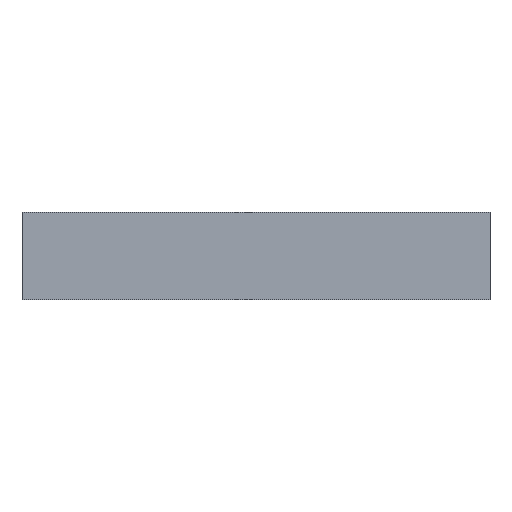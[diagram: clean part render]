
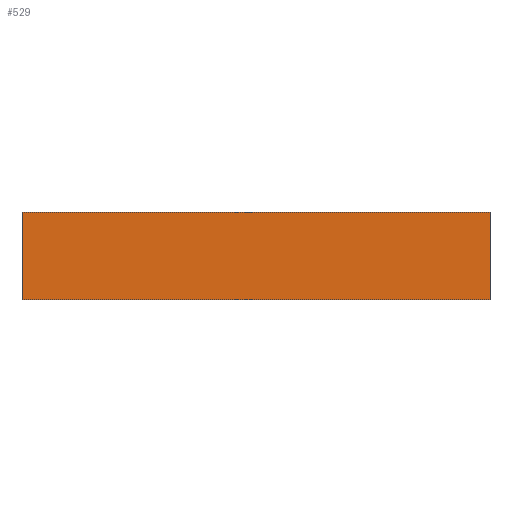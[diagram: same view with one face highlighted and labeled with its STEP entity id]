
A CAD part, front view. The second image highlights one B-rep face of the part: STEP entity #529.
In plain terms, the highlighted planar face has unit normal (0, -1, 0).
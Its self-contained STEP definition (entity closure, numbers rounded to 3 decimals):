
#62 = CARTESIAN_POINT ( 'NONE',  ( 80., 0., 15. ) ) ;
#65 = DIRECTION ( 'NONE',  ( 0., 0., -1. ) ) ;
#70 = DIRECTION ( 'NONE',  ( 1., 0., 0. ) ) ;
#71 = CARTESIAN_POINT ( 'NONE',  ( 0., 0., 0. ) ) ;
#209 = CARTESIAN_POINT ( 'NONE',  ( 0., 0., 15. ) ) ;
#220 = CARTESIAN_POINT ( 'NONE',  ( 80., 0., 0. ) ) ;
#233 = DIRECTION ( 'NONE',  ( 0., 0., -1. ) ) ;
#239 = DIRECTION ( 'NONE',  ( 0., 1., 0. ) ) ;
#253 = CARTESIAN_POINT ( 'NONE',  ( 0., 0., 15. ) ) ;
#282 = VERTEX_POINT ( 'NONE', #374 ) ;
#317 = DIRECTION ( 'NONE',  ( 0., 0., 1. ) ) ;
#321 = DIRECTION ( 'NONE',  ( 1., 0., 0. ) ) ;
#348 = PLANE ( 'NONE',  #1019 ) ;
#357 = CARTESIAN_POINT ( 'NONE',  ( 0., 0., 15. ) ) ;
#358 = CARTESIAN_POINT ( 'NONE',  ( 0., 0., 15. ) ) ;
#374 = CARTESIAN_POINT ( 'NONE',  ( 80., 0., 15. ) ) ;
#419 = CARTESIAN_POINT ( 'NONE',  ( 0., 0., 0. ) ) ;
#455 = VERTEX_POINT ( 'NONE', #220 ) ;
#458 = VERTEX_POINT ( 'NONE', #209 ) ;
#495 = VERTEX_POINT ( 'NONE', #419 ) ;
#529 = ADVANCED_FACE ( 'NONE', ( #824 ), #348, .F. ) ;
#568 = LINE ( 'NONE', #71, #855 ) ;
#571 = LINE ( 'NONE', #358, #793 ) ;
#604 = ORIENTED_EDGE ( 'NONE', *, *, #1057, .F. ) ;
#608 = VECTOR ( 'NONE', #65, 1000. ) ;
#609 = ORIENTED_EDGE ( 'NONE', *, *, #1064, .T. ) ;
#717 = LINE ( 'NONE', #357, #725 ) ;
#725 = VECTOR ( 'NONE', #233, 1000. ) ;
#774 = EDGE_LOOP ( 'NONE', ( #609, #906, #604, #903 ) ) ;
#793 = VECTOR ( 'NONE', #321, 1000. ) ;
#824 = FACE_OUTER_BOUND ( 'NONE', #774, .T. ) ;
#832 = LINE ( 'NONE', #62, #608 ) ;
#855 = VECTOR ( 'NONE', #70, 1000. ) ;
#903 = ORIENTED_EDGE ( 'NONE', *, *, #1045, .T. ) ;
#906 = ORIENTED_EDGE ( 'NONE', *, *, #1073, .F. ) ;
#1019 = AXIS2_PLACEMENT_3D ( 'NONE', #253, #239, #317 ) ;
#1045 = EDGE_CURVE ( 'NONE', #458, #495, #717, .T. ) ;
#1057 = EDGE_CURVE ( 'NONE', #458, #282, #571, .T. ) ;
#1064 = EDGE_CURVE ( 'NONE', #495, #455, #568, .T. ) ;
#1073 = EDGE_CURVE ( 'NONE', #282, #455, #832, .T. ) ;
